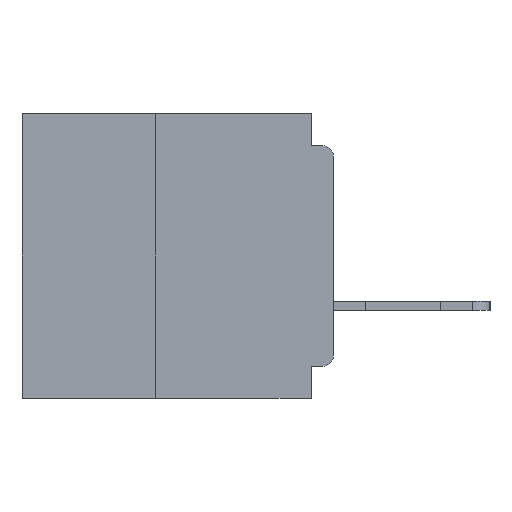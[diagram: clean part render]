
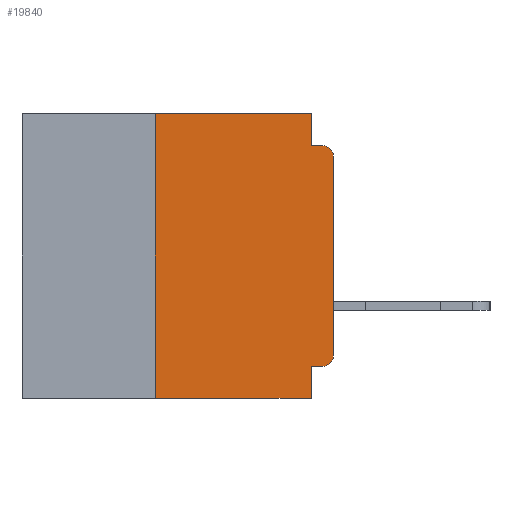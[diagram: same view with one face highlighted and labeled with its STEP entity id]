
A CAD part, left-side view. The second image highlights one B-rep face of the part: STEP entity #19840.
In plain terms, the highlighted planar face has unit normal (-1, 0, 0).
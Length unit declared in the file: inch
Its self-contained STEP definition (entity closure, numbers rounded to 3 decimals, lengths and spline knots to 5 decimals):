
#826 = VERTEX_POINT ( 'NONE', #41666 ) ;
#861 = CARTESIAN_POINT ( 'NONE',  ( 0., 0.25, -0.4 ) ) ;
#1285 = CARTESIAN_POINT ( 'NONE',  ( 0., 0.031, -0.4 ) ) ;
#2106 = VECTOR ( 'NONE', #41645, 39.37008 ) ;
#3312 = CARTESIAN_POINT ( 'NONE',  ( 0., 0.437, -0.4 ) ) ;
#4099 = LINE ( 'NONE', #861, #35359 ) ;
#5049 = CARTESIAN_POINT ( 'NONE',  ( 0., 0.437, 0. ) ) ;
#5199 = DIRECTION ( 'NONE',  ( 0., 0., 1. ) ) ;
#6122 = VECTOR ( 'NONE', #5199, 39.37008 ) ;
#6204 = VECTOR ( 'NONE', #46449, 39.37008 ) ;
#6915 = EDGE_CURVE ( 'NONE', #34676, #34290, #4099, .T. ) ;
#8610 = DIRECTION ( 'NONE',  ( 0., 0., 1. ) ) ;
#9551 = EDGE_CURVE ( 'NONE', #30505, #20261, #16550, .T. ) ;
#9736 = LINE ( 'NONE', #3312, #50264 ) ;
#10042 = AXIS2_PLACEMENT_3D ( 'NONE', #5049, #44483, #21012 ) ;
#10277 = ORIENTED_EDGE ( 'NONE', *, *, #34476, .T. ) ;
#10728 = CARTESIAN_POINT ( 'NONE',  ( 0., 0.031, -0.4 ) ) ;
#12533 = EDGE_CURVE ( 'NONE', #20261, #43640, #43814, .T. ) ;
#12886 = CARTESIAN_POINT ( 'NONE',  ( 0., 0.25, 0. ) ) ;
#13645 = CARTESIAN_POINT ( 'NONE',  ( 0., 0., -0.06 ) ) ;
#14049 = DIRECTION ( 'NONE',  ( -1., 0., 0. ) ) ;
#14613 = DIRECTION ( 'NONE',  ( -1., 0., 0. ) ) ;
#15798 = ORIENTED_EDGE ( 'NONE', *, *, #6915, .F. ) ;
#16395 = AXIS2_PLACEMENT_3D ( 'NONE', #38103, #14613, #42024 ) ;
#16550 = LINE ( 'NONE', #44372, #36178 ) ;
#16612 = LINE ( 'NONE', #42447, #6204 ) ;
#17037 = PLANE ( 'NONE',  #10042 ) ;
#17095 = DIRECTION ( 'NONE',  ( 0., 0., -1. ) ) ;
#18099 = EDGE_LOOP ( 'NONE', ( #19489, #10277, #46496, #42167, #35416, #15798, #50895, #45279, #36078, #20189 ) ) ;
#19045 = AXIS2_PLACEMENT_3D ( 'NONE', #37521, #14049, #41457 ) ;
#19138 = CARTESIAN_POINT ( 'NONE',  ( 0., 0.437, 0. ) ) ;
#19489 = ORIENTED_EDGE ( 'NONE', *, *, #44066, .T. ) ;
#19763 = CARTESIAN_POINT ( 'NONE',  ( 0., 0.031, -0.045 ) ) ;
#19840 = ADVANCED_FACE ( 'NONE', ( #45853 ), #17037, .F. ) ;
#20189 = ORIENTED_EDGE ( 'NONE', *, *, #24005, .T. ) ;
#20261 = VERTEX_POINT ( 'NONE', #19763 ) ;
#21012 = DIRECTION ( 'NONE',  ( 0., 0., -1. ) ) ;
#21628 = VERTEX_POINT ( 'NONE', #22616 ) ;
#21679 = CARTESIAN_POINT ( 'NONE',  ( 0., 0.031, -0.355 ) ) ;
#22510 = CARTESIAN_POINT ( 'NONE',  ( 0., 0., -0.045 ) ) ;
#22616 = CARTESIAN_POINT ( 'NONE',  ( 0., 0., -0.34 ) ) ;
#24005 = EDGE_CURVE ( 'NONE', #826, #21628, #27806, .T. ) ;
#25657 = VERTEX_POINT ( 'NONE', #21679 ) ;
#27806 = CIRCLE ( 'NONE', #16395, 0.015 ) ;
#29646 = VERTEX_POINT ( 'NONE', #10728 ) ;
#30505 = VERTEX_POINT ( 'NONE', #43555 ) ;
#32607 = CARTESIAN_POINT ( 'NONE',  ( 0., 0., 0. ) ) ;
#32631 = DIRECTION ( 'NONE',  ( 0., 0., -1. ) ) ;
#33231 = LINE ( 'NONE', #1285, #34433 ) ;
#34290 = VERTEX_POINT ( 'NONE', #12886 ) ;
#34433 = VECTOR ( 'NONE', #32631, 39.37008 ) ;
#34476 = EDGE_CURVE ( 'NONE', #45457, #43640, #38604, .T. ) ;
#34642 = DIRECTION ( 'NONE',  ( 0., -1., 0. ) ) ;
#34676 = VERTEX_POINT ( 'NONE', #38862 ) ;
#35359 = VECTOR ( 'NONE', #8610, 39.37008 ) ;
#35416 = ORIENTED_EDGE ( 'NONE', *, *, #39137, .F. ) ;
#36078 = ORIENTED_EDGE ( 'NONE', *, *, #45033, .F. ) ;
#36154 = LINE ( 'NONE', #32607, #6122 ) ;
#36178 = VECTOR ( 'NONE', #17095, 39.37008 ) ;
#37521 = CARTESIAN_POINT ( 'NONE',  ( 0., 0.015, -0.06 ) ) ;
#38103 = CARTESIAN_POINT ( 'NONE',  ( 0., 0.015, -0.34 ) ) ;
#38604 = CIRCLE ( 'NONE', #19045, 0.015 ) ;
#38862 = CARTESIAN_POINT ( 'NONE',  ( 0., 0.25, -0.4 ) ) ;
#39137 = EDGE_CURVE ( 'NONE', #34290, #30505, #42123, .T. ) ;
#41457 = DIRECTION ( 'NONE',  ( 0., 0., -1. ) ) ;
#41645 = DIRECTION ( 'NONE',  ( 0., -1., 0. ) ) ;
#41666 = CARTESIAN_POINT ( 'NONE',  ( 0., 0.015, -0.355 ) ) ;
#41737 = CARTESIAN_POINT ( 'NONE',  ( 0., 0.015, -0.045 ) ) ;
#42007 = EDGE_CURVE ( 'NONE', #25657, #29646, #33231, .T. ) ;
#42024 = DIRECTION ( 'NONE',  ( 0., 0., -1. ) ) ;
#42123 = LINE ( 'NONE', #19138, #43363 ) ;
#42167 = ORIENTED_EDGE ( 'NONE', *, *, #9551, .F. ) ;
#42447 = CARTESIAN_POINT ( 'NONE',  ( 0., 0., -0.355 ) ) ;
#43363 = VECTOR ( 'NONE', #46572, 39.37008 ) ;
#43555 = CARTESIAN_POINT ( 'NONE',  ( 0., 0.031, 0. ) ) ;
#43640 = VERTEX_POINT ( 'NONE', #41737 ) ;
#43814 = LINE ( 'NONE', #22510, #2106 ) ;
#44066 = EDGE_CURVE ( 'NONE', #21628, #45457, #36154, .T. ) ;
#44372 = CARTESIAN_POINT ( 'NONE',  ( 0., 0.031, 0. ) ) ;
#44483 = DIRECTION ( 'NONE',  ( 1., 0., 0. ) ) ;
#45033 = EDGE_CURVE ( 'NONE', #826, #25657, #16612, .T. ) ;
#45279 = ORIENTED_EDGE ( 'NONE', *, *, #42007, .F. ) ;
#45457 = VERTEX_POINT ( 'NONE', #13645 ) ;
#45853 = FACE_OUTER_BOUND ( 'NONE', #18099, .T. ) ;
#46449 = DIRECTION ( 'NONE',  ( 0., 1., 0. ) ) ;
#46496 = ORIENTED_EDGE ( 'NONE', *, *, #12533, .F. ) ;
#46572 = DIRECTION ( 'NONE',  ( 0., -1., 0. ) ) ;
#47344 = EDGE_CURVE ( 'NONE', #34676, #29646, #9736, .T. ) ;
#50264 = VECTOR ( 'NONE', #34642, 39.37008 ) ;
#50895 = ORIENTED_EDGE ( 'NONE', *, *, #47344, .T. ) ;
